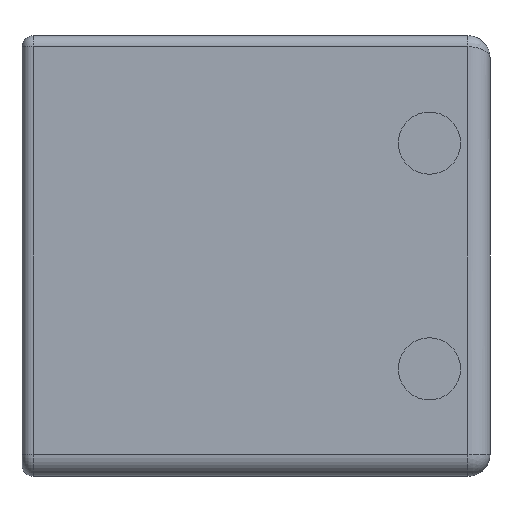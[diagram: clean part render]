
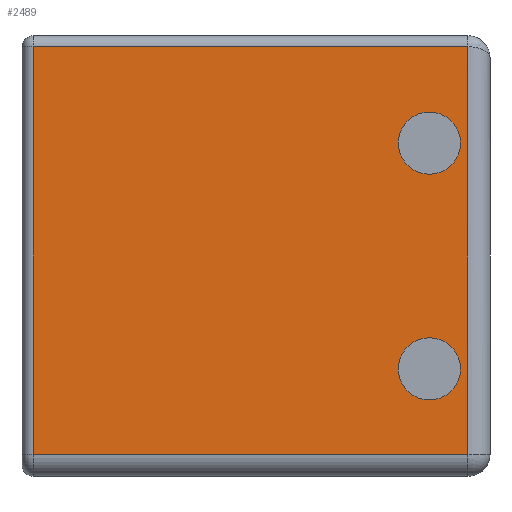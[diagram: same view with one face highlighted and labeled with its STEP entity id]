
A CAD part, left-side view. The second image highlights one B-rep face of the part: STEP entity #2489.
In plain terms, the highlighted planar face has unit normal (-1, 0, 0).
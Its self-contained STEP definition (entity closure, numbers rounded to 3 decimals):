
#120 = EDGE_CURVE ( 'NONE', #1881, #175, #982, .T. ) ;
#175 = VERTEX_POINT ( 'NONE', #687 ) ;
#255 = EDGE_LOOP ( 'NONE', ( #626, #2494, #3831, #1964 ) ) ;
#312 = LINE ( 'NONE', #911, #3664 ) ;
#384 = CARTESIAN_POINT ( 'NONE',  ( -26.65, 15.25, 39. ) ) ;
#524 = CARTESIAN_POINT ( 'NONE',  ( -26.65, 16.25, 39. ) ) ;
#567 = DIRECTION ( 'NONE',  ( 0., 1., 0. ) ) ;
#599 = CARTESIAN_POINT ( 'NONE',  ( -26.65, -20.75, 6.925 ) ) ;
#613 = VERTEX_POINT ( 'NONE', #1911 ) ;
#626 = ORIENTED_EDGE ( 'NONE', *, *, #1657, .T. ) ;
#636 = DIRECTION ( 'NONE',  ( 0., 0., -1. ) ) ;
#687 = CARTESIAN_POINT ( 'NONE',  ( -26.65, -20.75, 12.575 ) ) ;
#733 = CIRCLE ( 'NONE', #2589, 2.825 ) ;
#801 = CIRCLE ( 'NONE', #2535, 2.825 ) ;
#911 = CARTESIAN_POINT ( 'NONE',  ( -26.65, 16.25, 2. ) ) ;
#922 = VECTOR ( 'NONE', #2393, 1000. ) ;
#982 = CIRCLE ( 'NONE', #1748, 2.825 ) ;
#1063 = DIRECTION ( 'NONE',  ( 0., 0., -1. ) ) ;
#1090 = EDGE_LOOP ( 'NONE', ( #2562, #1976 ) ) ;
#1101 = LINE ( 'NONE', #2290, #3921 ) ;
#1144 = EDGE_LOOP ( 'NONE', ( #1780, #2723 ) ) ;
#1148 = CARTESIAN_POINT ( 'NONE',  ( -26.65, -20.75, 9.75 ) ) ;
#1149 = EDGE_CURVE ( 'NONE', #613, #3649, #3267, .T. ) ;
#1155 = DIRECTION ( 'NONE',  ( 0., 1., 0. ) ) ;
#1169 = CARTESIAN_POINT ( 'NONE',  ( -26.65, -24.25, 39. ) ) ;
#1193 = VERTEX_POINT ( 'NONE', #1856 ) ;
#1194 = CARTESIAN_POINT ( 'NONE',  ( -26.65, -20.75, 27.425 ) ) ;
#1455 = PLANE ( 'NONE',  #1697 ) ;
#1474 = DIRECTION ( 'NONE',  ( 1., 0., 0. ) ) ;
#1533 = EDGE_CURVE ( 'NONE', #1193, #613, #2335, .T. ) ;
#1543 = DIRECTION ( 'NONE',  ( 1., 0., 0. ) ) ;
#1646 = VERTEX_POINT ( 'NONE', #1194 ) ;
#1657 = EDGE_CURVE ( 'NONE', #2269, #1193, #312, .T. ) ;
#1697 = AXIS2_PLACEMENT_3D ( 'NONE', #3553, #1474, #567 ) ;
#1708 = DIRECTION ( 'NONE',  ( 0., 0., -1. ) ) ;
#1738 = CARTESIAN_POINT ( 'NONE',  ( -26.65, -20.75, 33.075 ) ) ;
#1748 = AXIS2_PLACEMENT_3D ( 'NONE', #1148, #3026, #2689 ) ;
#1780 = ORIENTED_EDGE ( 'NONE', *, *, #3167, .T. ) ;
#1809 = EDGE_CURVE ( 'NONE', #3649, #2269, #1101, .T. ) ;
#1856 = CARTESIAN_POINT ( 'NONE',  ( -26.65, -24.25, 2. ) ) ;
#1881 = VERTEX_POINT ( 'NONE', #599 ) ;
#1911 = CARTESIAN_POINT ( 'NONE',  ( -26.65, -24.25, 39. ) ) ;
#1964 = ORIENTED_EDGE ( 'NONE', *, *, #1809, .T. ) ;
#1976 = ORIENTED_EDGE ( 'NONE', *, *, #120, .T. ) ;
#2122 = CARTESIAN_POINT ( 'NONE',  ( -26.65, 15.25, 2. ) ) ;
#2220 = AXIS2_PLACEMENT_3D ( 'NONE', #3622, #1543, #636 ) ;
#2269 = VERTEX_POINT ( 'NONE', #2122 ) ;
#2290 = CARTESIAN_POINT ( 'NONE',  ( -26.65, 15.25, 40. ) ) ;
#2335 = LINE ( 'NONE', #1169, #922 ) ;
#2393 = DIRECTION ( 'NONE',  ( 0., 0., 1. ) ) ;
#2489 = ADVANCED_FACE ( 'NONE', ( #2652, #3846, #3872 ), #1455, .F. ) ;
#2494 = ORIENTED_EDGE ( 'NONE', *, *, #1533, .T. ) ;
#2535 = AXIS2_PLACEMENT_3D ( 'NONE', #3257, #2682, #1063 ) ;
#2538 = DIRECTION ( 'NONE',  ( 0., 0., -1. ) ) ;
#2539 = CIRCLE ( 'NONE', #2220, 2.825 ) ;
#2562 = ORIENTED_EDGE ( 'NONE', *, *, #2729, .T. ) ;
#2589 = AXIS2_PLACEMENT_3D ( 'NONE', #3768, #3185, #2538 ) ;
#2652 = FACE_BOUND ( 'NONE', #1090, .T. ) ;
#2682 = DIRECTION ( 'NONE',  ( 1., 0., 0. ) ) ;
#2689 = DIRECTION ( 'NONE',  ( 0., 0., -1. ) ) ;
#2723 = ORIENTED_EDGE ( 'NONE', *, *, #3236, .T. ) ;
#2729 = EDGE_CURVE ( 'NONE', #175, #1881, #733, .T. ) ;
#3026 = DIRECTION ( 'NONE',  ( 1., 0., 0. ) ) ;
#3030 = DIRECTION ( 'NONE',  ( 0., -1., 0. ) ) ;
#3134 = VERTEX_POINT ( 'NONE', #1738 ) ;
#3167 = EDGE_CURVE ( 'NONE', #3134, #1646, #801, .T. ) ;
#3185 = DIRECTION ( 'NONE',  ( 1., 0., 0. ) ) ;
#3236 = EDGE_CURVE ( 'NONE', #1646, #3134, #2539, .T. ) ;
#3257 = CARTESIAN_POINT ( 'NONE',  ( -26.65, -20.75, 30.25 ) ) ;
#3267 = LINE ( 'NONE', #524, #3480 ) ;
#3480 = VECTOR ( 'NONE', #1155, 1000. ) ;
#3553 = CARTESIAN_POINT ( 'NONE',  ( -26.65, 16.25, 40. ) ) ;
#3622 = CARTESIAN_POINT ( 'NONE',  ( -26.65, -20.75, 30.25 ) ) ;
#3649 = VERTEX_POINT ( 'NONE', #384 ) ;
#3664 = VECTOR ( 'NONE', #3030, 1000. ) ;
#3768 = CARTESIAN_POINT ( 'NONE',  ( -26.65, -20.75, 9.75 ) ) ;
#3831 = ORIENTED_EDGE ( 'NONE', *, *, #1149, .T. ) ;
#3846 = FACE_BOUND ( 'NONE', #1144, .T. ) ;
#3872 = FACE_OUTER_BOUND ( 'NONE', #255, .T. ) ;
#3921 = VECTOR ( 'NONE', #1708, 1000. ) ;
